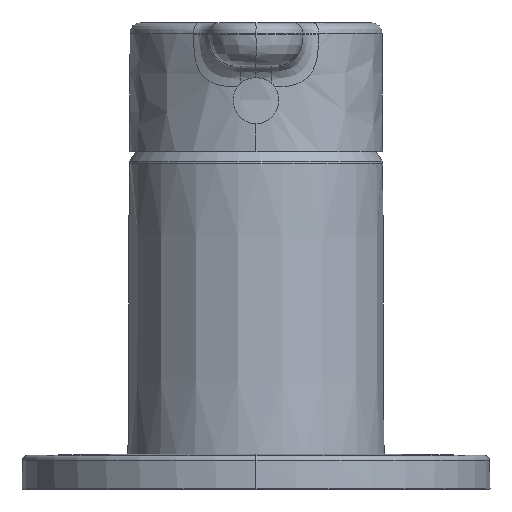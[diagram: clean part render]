
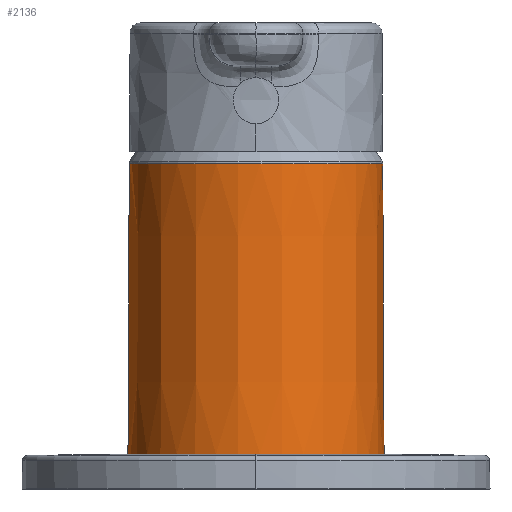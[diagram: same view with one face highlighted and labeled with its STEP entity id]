
A CAD part, front view. The second image highlights one B-rep face of the part: STEP entity #2136.
In plain terms, the highlighted conical face has half-angle 0.25 degrees and reference radius 24.675 mm.
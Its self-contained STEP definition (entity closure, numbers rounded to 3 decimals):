
#172 = VERTEX_POINT ( 'NONE', #2170 ) ;
#208 = ORIENTED_EDGE ( 'NONE', *, *, #1116, .T. ) ;
#347 = AXIS2_PLACEMENT_3D ( 'NONE', #2567, #2338, #871 ) ;
#375 = CARTESIAN_POINT ( 'NONE',  ( 63.531, 93.001, 121.582 ) ) ;
#386 = DIRECTION ( 'NONE',  ( 0., 0., -1. ) ) ;
#400 = ORIENTED_EDGE ( 'NONE', *, *, #3020, .F. ) ;
#541 = LINE ( 'NONE', #1312, #1837 ) ;
#868 = CIRCLE ( 'NONE', #2488, 24.387 ) ;
#871 = DIRECTION ( 'NONE',  ( 1., 0.031, 0. ) ) ;
#892 = VERTEX_POINT ( 'NONE', #2404 ) ;
#1116 = EDGE_CURVE ( 'NONE', #892, #3134, #1992, .T. ) ;
#1251 = DIRECTION ( 'NONE',  ( 0., 0., 1. ) ) ;
#1312 = CARTESIAN_POINT ( 'NONE',  ( 63.819, 93.01, 55.501 ) ) ;
#1382 = EDGE_LOOP ( 'NONE', ( #3133, #208, #2378, #400 ) ) ;
#1426 = EDGE_CURVE ( 'NONE', #3134, #172, #2798, .T. ) ;
#1609 = FACE_OUTER_BOUND ( 'NONE', #1382, .T. ) ;
#1754 = CONICAL_SURFACE ( 'NONE', #347, 24.675, 0.004 ) ;
#1774 = CARTESIAN_POINT ( 'NONE',  ( 14.538, 91.474, 65.7 ) ) ;
#1837 = VECTOR ( 'NONE', #2755, 1000. ) ;
#1849 = CARTESIAN_POINT ( 'NONE',  ( 39.156, 92.241, 121.582 ) ) ;
#1992 = LINE ( 'NONE', #2930, #2917 ) ;
#1995 = DIRECTION ( 'NONE',  ( -0.004, 0., -1. ) ) ;
#2103 = DIRECTION ( 'NONE',  ( -1., -0.031, 0. ) ) ;
#2123 = VERTEX_POINT ( 'NONE', #375 ) ;
#2136 = ADVANCED_FACE ( 'NONE', ( #1609 ), #1754, .T. ) ;
#2170 = CARTESIAN_POINT ( 'NONE',  ( 63.775, 93.009, 65.7 ) ) ;
#2227 = DIRECTION ( 'NONE',  ( 0., 1., 0. ) ) ;
#2338 = DIRECTION ( 'NONE',  ( 0., 0., -1. ) ) ;
#2378 = ORIENTED_EDGE ( 'NONE', *, *, #1426, .T. ) ;
#2404 = CARTESIAN_POINT ( 'NONE',  ( 14.782, 91.482, 121.582 ) ) ;
#2488 = AXIS2_PLACEMENT_3D ( 'NONE', #1849, #386, #2103 ) ;
#2567 = CARTESIAN_POINT ( 'NONE',  ( 39.156, 92.241, 55.501 ) ) ;
#2573 = EDGE_CURVE ( 'NONE', #2123, #892, #868, .T. ) ;
#2703 = CARTESIAN_POINT ( 'NONE',  ( 39.156, 92.241, 65.7 ) ) ;
#2755 = DIRECTION ( 'NONE',  ( 0.004, 0., -1. ) ) ;
#2798 = CIRCLE ( 'NONE', #3057, 24.63 ) ;
#2917 = VECTOR ( 'NONE', #1995, 1000. ) ;
#2930 = CARTESIAN_POINT ( 'NONE',  ( 14.493, 91.473, 55.501 ) ) ;
#3020 = EDGE_CURVE ( 'NONE', #2123, #172, #541, .T. ) ;
#3057 = AXIS2_PLACEMENT_3D ( 'NONE', #2703, #1251, #2227 ) ;
#3133 = ORIENTED_EDGE ( 'NONE', *, *, #2573, .T. ) ;
#3134 = VERTEX_POINT ( 'NONE', #1774 ) ;
